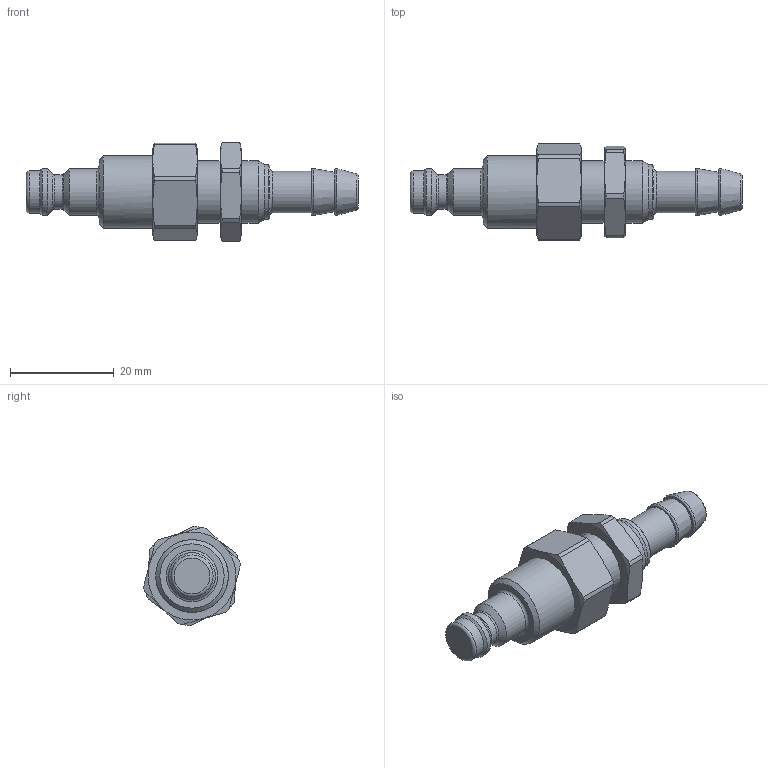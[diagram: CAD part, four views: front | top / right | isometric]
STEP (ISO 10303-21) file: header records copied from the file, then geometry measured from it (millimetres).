
FILE_DESCRIPTION((''),'2;1');
FILE_NAME('21sbts08mvn.stp','2013-11-22T08:48:14',('IA176480'),(''),'Autodesk Inventor 2013','Autodesk Inventor 2013','');
FILE_SCHEMA(('AUTOMOTIVE_DESIGN { 1 0 10303 214 1 1 1 1 }'));
Length unit declared in the file: millimetre
Products named in the file (1): D108551
Bounding box: 64 x 18.67 x 19.14 mm (x, y, z)
Volume: 7397.4 mm3; surface area: 3565.1 mm2
Topology: 1 solids, 2 shells, 94 faces, 203 edges, 120 vertices
Faces by surface type: cone 37, cylinder 25, plane 23, torus 9
Full cylindrical faces by diameter (mm): 6.65 x1, 8.05 x1, 8.1 x1, 9 x2, 10.6 x1, 10.768 x1, 11 x1, 11.98 x1, 12 x3, 14 x1
Entity records: 2390 total; most frequent: CARTESIAN_POINT 469, DIRECTION 396, ORIENTED_EDGE 326, AXIS2_PLACEMENT_3D 186, EDGE_CURVE 163, EDGE_LOOP 138, VERTEX_POINT 115, FACE_OUTER_BOUND 94
